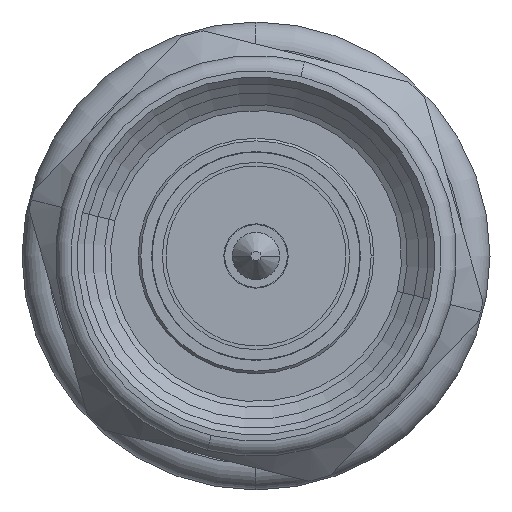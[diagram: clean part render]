
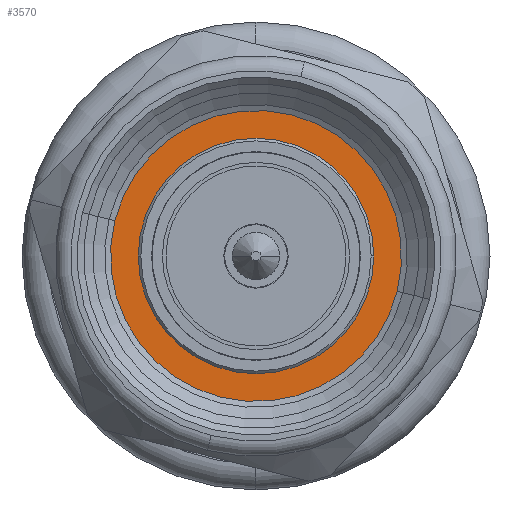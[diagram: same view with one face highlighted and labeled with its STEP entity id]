
A CAD part, left-side view. The second image highlights one B-rep face of the part: STEP entity #3570.
In plain terms, the highlighted planar face has unit normal (-1, 0, 0).
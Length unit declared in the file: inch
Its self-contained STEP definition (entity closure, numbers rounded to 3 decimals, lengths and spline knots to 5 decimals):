
#157 = CARTESIAN_POINT ( 'NONE',  ( 30.50831, 17.36823, 0. ) ) ;
#276 = VERTEX_POINT ( 'NONE', #3901 ) ;
#358 = AXIS2_PLACEMENT_3D ( 'NONE', #4800, #1176, #4484 ) ;
#359 = CARTESIAN_POINT ( 'NONE',  ( 30.50831, 17.39618, 0. ) ) ;
#377 = CARTESIAN_POINT ( 'NONE',  ( 30.50831, 17.60445, 0. ) ) ;
#406 = AXIS2_PLACEMENT_3D ( 'NONE', #641, #1704, #3170 ) ;
#451 = DIRECTION ( 'NONE',  ( 0., 0., -1. ) ) ;
#641 = CARTESIAN_POINT ( 'NONE',  ( 30.50831, 17.60445, 0. ) ) ;
#1176 = DIRECTION ( 'NONE',  ( -1., 0., 0. ) ) ;
#1201 = CARTESIAN_POINT ( 'NONE',  ( 30.50831, 17.48634, 0. ) ) ;
#1349 = AXIS2_PLACEMENT_3D ( 'NONE', #4249, #1632, #3518 ) ;
#1410 = EDGE_CURVE ( 'NONE', #4645, #3477, #2584, .T. ) ;
#1429 = EDGE_CURVE ( 'NONE', #276, #1705, #1739, .T. ) ;
#1631 = DIRECTION ( 'NONE',  ( 1., 0., 0. ) ) ;
#1632 = DIRECTION ( 'NONE',  ( -1., 0., 0. ) ) ;
#1676 = EDGE_CURVE ( 'NONE', #1705, #276, #2042, .T. ) ;
#1704 = DIRECTION ( 'NONE',  ( -1., 0., 0. ) ) ;
#1705 = VERTEX_POINT ( 'NONE', #359 ) ;
#1739 = CIRCLE ( 'NONE', #1349, 0.09016 ) ;
#1773 = ORIENTED_EDGE ( 'NONE', *, *, #1429, .F. ) ;
#2042 = CIRCLE ( 'NONE', #358, 0.09016 ) ;
#2213 = ORIENTED_EDGE ( 'NONE', *, *, #1676, .F. ) ;
#2256 = ORIENTED_EDGE ( 'NONE', *, *, #3225, .F. ) ;
#2584 = CIRCLE ( 'NONE', #3143, 0.11811 ) ;
#2624 = ORIENTED_EDGE ( 'NONE', *, *, #1410, .F. ) ;
#2752 = DIRECTION ( 'NONE',  ( 1., 0., 0. ) ) ;
#2868 = FACE_BOUND ( 'NONE', #3427, .T. ) ;
#3143 = AXIS2_PLACEMENT_3D ( 'NONE', #3546, #2752, #3856 ) ;
#3170 = DIRECTION ( 'NONE',  ( 0., 0., 1. ) ) ;
#3217 = FACE_OUTER_BOUND ( 'NONE', #3589, .T. ) ;
#3225 = EDGE_CURVE ( 'NONE', #3477, #4645, #4124, .T. ) ;
#3427 = EDGE_LOOP ( 'NONE', ( #1773, #2213 ) ) ;
#3477 = VERTEX_POINT ( 'NONE', #157 ) ;
#3518 = DIRECTION ( 'NONE',  ( 0., 0., 1. ) ) ;
#3546 = CARTESIAN_POINT ( 'NONE',  ( 30.50831, 17.48634, 0. ) ) ;
#3570 = ADVANCED_FACE ( 'NONE', ( #3217, #2868 ), #4692, .T. ) ;
#3589 = EDGE_LOOP ( 'NONE', ( #2624, #2256 ) ) ;
#3856 = DIRECTION ( 'NONE',  ( 0., 0., -1. ) ) ;
#3901 = CARTESIAN_POINT ( 'NONE',  ( 30.50831, 17.57649, 0. ) ) ;
#4124 = CIRCLE ( 'NONE', #4502, 0.11811 ) ;
#4249 = CARTESIAN_POINT ( 'NONE',  ( 30.50831, 17.48634, 0. ) ) ;
#4484 = DIRECTION ( 'NONE',  ( 0., 0., 1. ) ) ;
#4502 = AXIS2_PLACEMENT_3D ( 'NONE', #1201, #1631, #451 ) ;
#4645 = VERTEX_POINT ( 'NONE', #377 ) ;
#4692 = PLANE ( 'NONE',  #406 ) ;
#4800 = CARTESIAN_POINT ( 'NONE',  ( 30.50831, 17.48634, 0. ) ) ;
